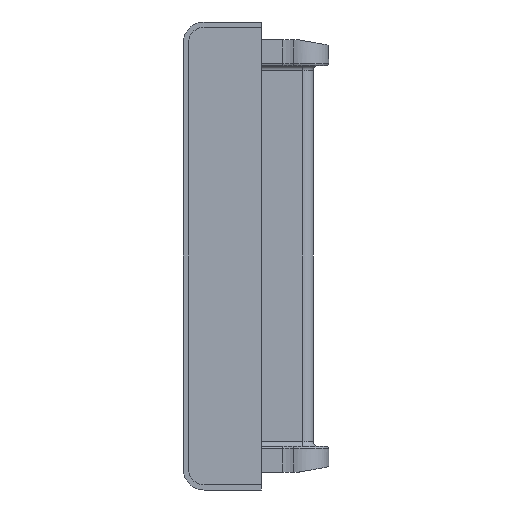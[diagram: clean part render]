
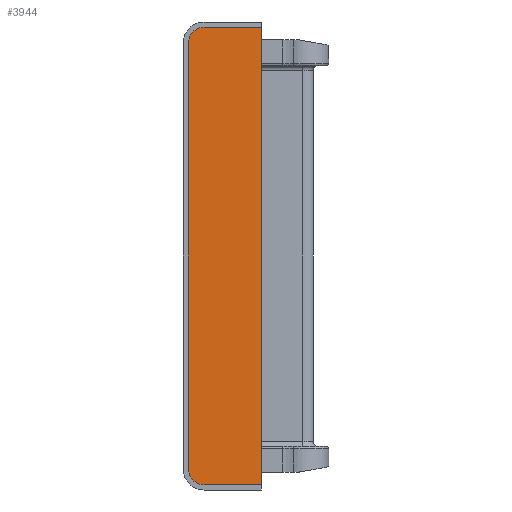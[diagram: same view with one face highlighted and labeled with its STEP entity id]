
A CAD part, left-side view. The second image highlights one B-rep face of the part: STEP entity #3944.
In plain terms, the highlighted planar face has unit normal (-1, 0, 0).
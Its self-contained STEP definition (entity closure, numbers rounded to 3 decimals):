
#140=PLANE('',#4232);
#212=FACE_OUTER_BOUND('',#465,.T.);
#465=EDGE_LOOP('',(#2685,#2686,#2687,#2688,#2689,#2690));
#755=LINE('',#6418,#1039);
#758=LINE('',#6424,#1042);
#759=LINE('',#6428,#1043);
#760=LINE('',#6429,#1044);
#1039=VECTOR('',#4894,10.);
#1042=VECTOR('',#4899,10.);
#1043=VECTOR('',#4902,10.);
#1044=VECTOR('',#4903,10.);
#1286=CIRCLE('',#4229,1.5);
#1288=CIRCLE('',#4233,1.5);
#1644=VERTEX_POINT('',#6408);
#1645=VERTEX_POINT('',#6409);
#1648=VERTEX_POINT('',#6417);
#1650=VERTEX_POINT('',#6423);
#1651=VERTEX_POINT('',#6425);
#1652=VERTEX_POINT('',#6427);
#2030=EDGE_CURVE('',#1644,#1645,#1286,.T.);
#2034=EDGE_CURVE('',#1648,#1645,#755,.T.);
#2037=EDGE_CURVE('',#1650,#1644,#758,.T.);
#2038=EDGE_CURVE('',#1651,#1650,#1288,.T.);
#2039=EDGE_CURVE('',#1651,#1652,#759,.T.);
#2040=EDGE_CURVE('',#1648,#1652,#760,.T.);
#2685=ORIENTED_EDGE('',*,*,#2030,.F.);
#2686=ORIENTED_EDGE('',*,*,#2037,.F.);
#2687=ORIENTED_EDGE('',*,*,#2038,.F.);
#2688=ORIENTED_EDGE('',*,*,#2039,.T.);
#2689=ORIENTED_EDGE('',*,*,#2040,.F.);
#2690=ORIENTED_EDGE('',*,*,#2034,.T.);
#3944=ADVANCED_FACE('',(#212),#140,.T.);
#4229=AXIS2_PLACEMENT_3D('',#6410,#4886,#4887);
#4232=AXIS2_PLACEMENT_3D('',#6422,#4897,#4898);
#4233=AXIS2_PLACEMENT_3D('',#6426,#4900,#4901);
#4886=DIRECTION('center_axis',(1.,0.,0.));
#4887=DIRECTION('ref_axis',(0.,0.707,0.707));
#4894=DIRECTION('',(0.,1.,0.));
#4897=DIRECTION('center_axis',(-1.,0.,0.));
#4898=DIRECTION('ref_axis',(0.,0.,1.));
#4899=DIRECTION('',(0.,0.,1.));
#4900=DIRECTION('center_axis',(1.,0.,0.));
#4901=DIRECTION('ref_axis',(0.,0.707,-0.707));
#4902=DIRECTION('',(0.,-1.,0.));
#4903=DIRECTION('',(0.,0.,-1.));
#6408=CARTESIAN_POINT('',(-60.,3.25,20.5));
#6409=CARTESIAN_POINT('',(-60.,1.75,22.));
#6410=CARTESIAN_POINT('Origin',(-60.,1.75,20.5));
#6417=CARTESIAN_POINT('',(-60.,-3.75,22.));
#6418=CARTESIAN_POINT('',(-60.,-3.75,22.));
#6422=CARTESIAN_POINT('Origin',(-60.,-3.75,0.));
#6423=CARTESIAN_POINT('',(-60.,3.25,-20.5));
#6424=CARTESIAN_POINT('',(-60.,3.25,0.));
#6425=CARTESIAN_POINT('',(-60.,1.75,-22.));
#6426=CARTESIAN_POINT('Origin',(-60.,1.75,-20.5));
#6427=CARTESIAN_POINT('',(-60.,-3.75,-22.));
#6428=CARTESIAN_POINT('',(-60.,-0.25,-22.));
#6429=CARTESIAN_POINT('',(-60.,-3.75,0.));
